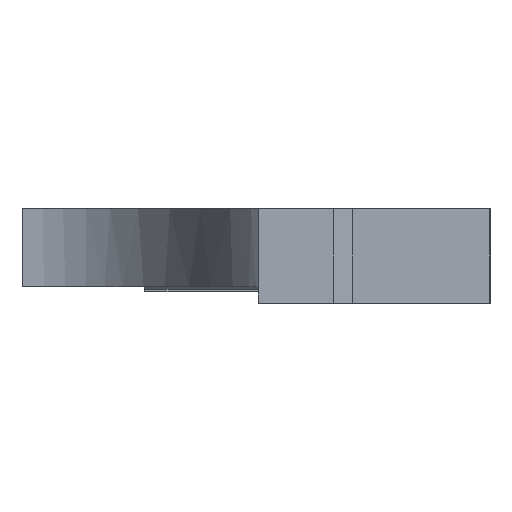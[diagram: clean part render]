
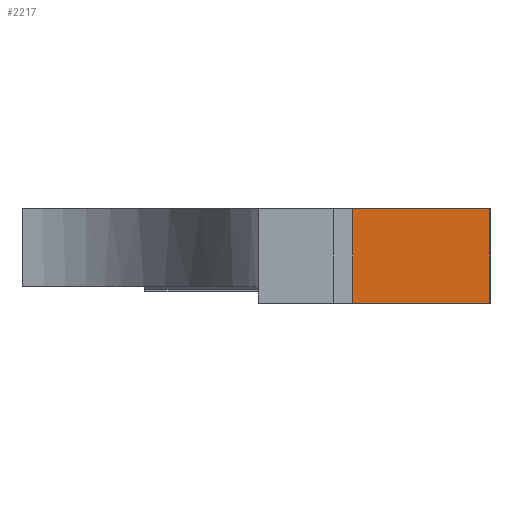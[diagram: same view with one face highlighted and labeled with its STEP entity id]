
A CAD part, left-side view. The second image highlights one B-rep face of the part: STEP entity #2217.
In plain terms, the highlighted planar face has unit normal (-1, 0, 0).
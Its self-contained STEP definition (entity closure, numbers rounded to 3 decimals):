
#32 = PLANE('',#33);
#33 = AXIS2_PLACEMENT_3D('',#34,#35,#36);
#34 = CARTESIAN_POINT('',(68.738,1.742,7.5));
#35 = DIRECTION('',(0.,0.,1.));
#36 = DIRECTION('',(1.,0.,0.));
#44 = PLANE('',#45);
#45 = AXIS2_PLACEMENT_3D('',#46,#47,#48);
#46 = CARTESIAN_POINT('',(53.1,-7.5,7.5));
#47 = DIRECTION('',(0.,-1.,0.));
#48 = DIRECTION('',(1.,0.,0.));
#268 = VERTEX_POINT('',#269);
#269 = CARTESIAN_POINT('',(53.1,8.5,7.5));
#288 = CYLINDRICAL_SURFACE('',#289,3.5);
#289 = AXIS2_PLACEMENT_3D('',#290,#291,#292);
#290 = CARTESIAN_POINT('',(49.6,8.5,7.5));
#291 = DIRECTION('',(-0.,-0.,-1.));
#292 = DIRECTION('',(0.,1.,0.));
#300 = EDGE_CURVE('',#301,#268,#303,.T.);
#301 = VERTEX_POINT('',#302);
#302 = CARTESIAN_POINT('',(53.1,-7.5,7.5));
#303 = SURFACE_CURVE('',#304,(#308,#315),.PCURVE_S1.);
#304 = LINE('',#305,#306);
#305 = CARTESIAN_POINT('',(53.1,-7.5,7.5));
#306 = VECTOR('',#307,1.);
#307 = DIRECTION('',(0.,1.,0.));
#308 = PCURVE('',#32,#309);
#309 = DEFINITIONAL_REPRESENTATION('',(#310),#314);
#310 = LINE('',#311,#312);
#311 = CARTESIAN_POINT('',(-15.638,-9.242));
#312 = VECTOR('',#313,1.);
#313 = DIRECTION('',(0.,1.));
#314 = ( GEOMETRIC_REPRESENTATION_CONTEXT(2) 
PARAMETRIC_REPRESENTATION_CONTEXT() REPRESENTATION_CONTEXT('2D SPACE',''
  ) );
#315 = PCURVE('',#316,#321);
#316 = PLANE('',#317);
#317 = AXIS2_PLACEMENT_3D('',#318,#319,#320);
#318 = CARTESIAN_POINT('',(53.1,-7.5,7.5));
#319 = DIRECTION('',(1.,0.,0.));
#320 = DIRECTION('',(0.,1.,0.));
#321 = DEFINITIONAL_REPRESENTATION('',(#322),#326);
#322 = LINE('',#323,#324);
#323 = CARTESIAN_POINT('',(0.,0.));
#324 = VECTOR('',#325,1.);
#325 = DIRECTION('',(1.,0.));
#326 = ( GEOMETRIC_REPRESENTATION_CONTEXT(2) 
PARAMETRIC_REPRESENTATION_CONTEXT() REPRESENTATION_CONTEXT('2D SPACE',''
  ) );
#696 = EDGE_CURVE('',#301,#697,#699,.T.);
#697 = VERTEX_POINT('',#698);
#698 = CARTESIAN_POINT('',(53.1,-7.5,-2.5));
#699 = SURFACE_CURVE('',#700,(#704,#711),.PCURVE_S1.);
#700 = LINE('',#701,#702);
#701 = CARTESIAN_POINT('',(53.1,-7.5,7.5));
#702 = VECTOR('',#703,1.);
#703 = DIRECTION('',(-0.,-0.,-1.));
#704 = PCURVE('',#44,#705);
#705 = DEFINITIONAL_REPRESENTATION('',(#706),#710);
#706 = LINE('',#707,#708);
#707 = CARTESIAN_POINT('',(0.,0.));
#708 = VECTOR('',#709,1.);
#709 = DIRECTION('',(0.,-1.));
#710 = ( GEOMETRIC_REPRESENTATION_CONTEXT(2) 
PARAMETRIC_REPRESENTATION_CONTEXT() REPRESENTATION_CONTEXT('2D SPACE',''
  ) );
#711 = PCURVE('',#316,#712);
#712 = DEFINITIONAL_REPRESENTATION('',(#713),#717);
#713 = LINE('',#714,#715);
#714 = CARTESIAN_POINT('',(0.,0.));
#715 = VECTOR('',#716,1.);
#716 = DIRECTION('',(0.,-1.));
#717 = ( GEOMETRIC_REPRESENTATION_CONTEXT(2) 
PARAMETRIC_REPRESENTATION_CONTEXT() REPRESENTATION_CONTEXT('2D SPACE',''
  ) );
#735 = PLANE('',#736);
#736 = AXIS2_PLACEMENT_3D('',#737,#738,#739);
#737 = CARTESIAN_POINT('',(68.738,1.742,-2.5));
#738 = DIRECTION('',(0.,0.,1.));
#739 = DIRECTION('',(1.,0.,0.));
#2097 = EDGE_CURVE('',#268,#2098,#2100,.T.);
#2098 = VERTEX_POINT('',#2099);
#2099 = CARTESIAN_POINT('',(53.1,8.5,-2.5));
#2100 = SURFACE_CURVE('',#2101,(#2105,#2112),.PCURVE_S1.);
#2101 = LINE('',#2102,#2103);
#2102 = CARTESIAN_POINT('',(53.1,8.5,7.5));
#2103 = VECTOR('',#2104,1.);
#2104 = DIRECTION('',(-0.,-0.,-1.));
#2105 = PCURVE('',#288,#2106);
#2106 = DEFINITIONAL_REPRESENTATION('',(#2107),#2111);
#2107 = LINE('',#2108,#2109);
#2108 = CARTESIAN_POINT('',(1.571,0.));
#2109 = VECTOR('',#2110,1.);
#2110 = DIRECTION('',(0.,1.));
#2111 = ( GEOMETRIC_REPRESENTATION_CONTEXT(2) 
PARAMETRIC_REPRESENTATION_CONTEXT() REPRESENTATION_CONTEXT('2D SPACE',''
  ) );
#2112 = PCURVE('',#316,#2113);
#2113 = DEFINITIONAL_REPRESENTATION('',(#2114),#2118);
#2114 = LINE('',#2115,#2116);
#2115 = CARTESIAN_POINT('',(16.,0.));
#2116 = VECTOR('',#2117,1.);
#2117 = DIRECTION('',(0.,-1.));
#2118 = ( GEOMETRIC_REPRESENTATION_CONTEXT(2) 
PARAMETRIC_REPRESENTATION_CONTEXT() REPRESENTATION_CONTEXT('2D SPACE',''
  ) );
#2217 = ADVANCED_FACE('',(#2218),#316,.F.);
#2218 = FACE_BOUND('',#2219,.F.);
#2219 = EDGE_LOOP('',(#2220,#2221,#2222,#2243));
#2220 = ORIENTED_EDGE('',*,*,#300,.F.);
#2221 = ORIENTED_EDGE('',*,*,#696,.T.);
#2222 = ORIENTED_EDGE('',*,*,#2223,.T.);
#2223 = EDGE_CURVE('',#697,#2098,#2224,.T.);
#2224 = SURFACE_CURVE('',#2225,(#2229,#2236),.PCURVE_S1.);
#2225 = LINE('',#2226,#2227);
#2226 = CARTESIAN_POINT('',(53.1,-7.5,-2.5));
#2227 = VECTOR('',#2228,1.);
#2228 = DIRECTION('',(0.,1.,0.));
#2229 = PCURVE('',#316,#2230);
#2230 = DEFINITIONAL_REPRESENTATION('',(#2231),#2235);
#2231 = LINE('',#2232,#2233);
#2232 = CARTESIAN_POINT('',(0.,-10.));
#2233 = VECTOR('',#2234,1.);
#2234 = DIRECTION('',(1.,0.));
#2235 = ( GEOMETRIC_REPRESENTATION_CONTEXT(2) 
PARAMETRIC_REPRESENTATION_CONTEXT() REPRESENTATION_CONTEXT('2D SPACE',''
  ) );
#2236 = PCURVE('',#735,#2237);
#2237 = DEFINITIONAL_REPRESENTATION('',(#2238),#2242);
#2238 = LINE('',#2239,#2240);
#2239 = CARTESIAN_POINT('',(-15.638,-9.242));
#2240 = VECTOR('',#2241,1.);
#2241 = DIRECTION('',(0.,1.));
#2242 = ( GEOMETRIC_REPRESENTATION_CONTEXT(2) 
PARAMETRIC_REPRESENTATION_CONTEXT() REPRESENTATION_CONTEXT('2D SPACE',''
  ) );
#2243 = ORIENTED_EDGE('',*,*,#2097,.F.);
